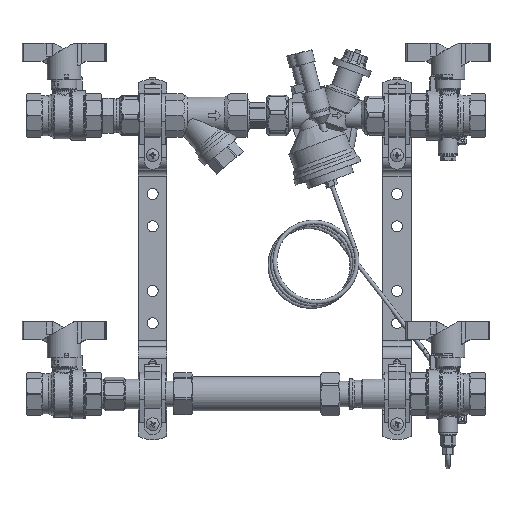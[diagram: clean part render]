
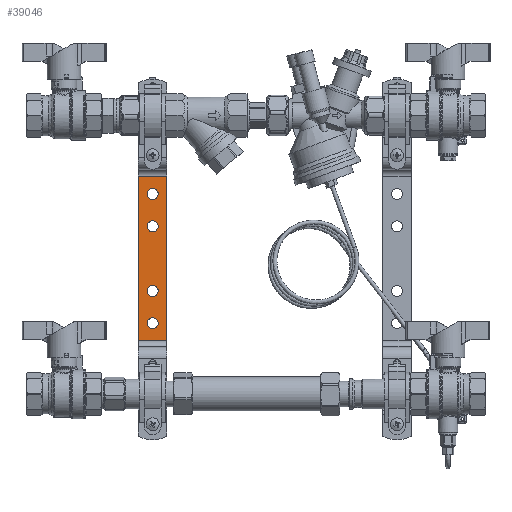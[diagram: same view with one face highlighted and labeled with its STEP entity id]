
A CAD part, top view. The second image highlights one B-rep face of the part: STEP entity #39046.
In plain terms, the highlighted planar face has unit normal (0, 0, 1).
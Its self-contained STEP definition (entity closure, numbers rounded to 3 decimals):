
#3113 = DIRECTION ( 'NONE',  ( 0., 0., -1. ) ) ;
#3965 = EDGE_LOOP ( 'NONE', ( #72499 ) ) ;
#5930 = DIRECTION ( 'NONE',  ( 0., 0., -1. ) ) ;
#6639 = CARTESIAN_POINT ( 'NONE',  ( 491.914, -63.55, 4. ) ) ;
#6944 = AXIS2_PLACEMENT_3D ( 'NONE', #54483, #5930, #62699 ) ;
#7527 = ORIENTED_EDGE ( 'NONE', *, *, #46894, .T. ) ;
#8252 = FACE_BOUND ( 'NONE', #3965, .T. ) ;
#9994 = CARTESIAN_POINT ( 'NONE',  ( 502.914, -50.25, 4. ) ) ;
#10237 = ORIENTED_EDGE ( 'NONE', *, *, #14326, .T. ) ;
#10811 = FACE_BOUND ( 'NONE', #70813, .T. ) ;
#11735 = EDGE_CURVE ( 'NONE', #104252, #52827, #22718, .T. ) ;
#14174 = EDGE_CURVE ( 'NONE', #28187, #28187, #59389, .T. ) ;
#14326 = EDGE_CURVE ( 'NONE', #67107, #104252, #14549, .T. ) ;
#14549 = LINE ( 'NONE', #54707, #33512 ) ;
#15335 = AXIS2_PLACEMENT_3D ( 'NONE', #51682, #3113, #59878 ) ;
#16442 = DIRECTION ( 'NONE',  ( 0., -1., 0. ) ) ;
#18134 = DIRECTION ( 'NONE',  ( -1., 0., 0. ) ) ;
#19719 = CARTESIAN_POINT ( 'NONE',  ( 502.914, 24.75, 4. ) ) ;
#20210 = VECTOR ( 'NONE', #58709, 1000. ) ;
#22718 = LINE ( 'NONE', #58337, #20210 ) ;
#23382 = PLANE ( 'NONE',  #73700 ) ;
#27823 = DIRECTION ( 'NONE',  ( -1., 0., 0. ) ) ;
#28187 = VERTEX_POINT ( 'NONE', #101143 ) ;
#28429 = LINE ( 'NONE', #73263, #93547 ) ;
#28872 = CARTESIAN_POINT ( 'NONE',  ( 498.664, -50.25, 4. ) ) ;
#29706 = FACE_BOUND ( 'NONE', #83253, .T. ) ;
#32270 = CIRCLE ( 'NONE', #6944, 4.25 ) ;
#33512 = VECTOR ( 'NONE', #46566, 1000. ) ;
#36168 = EDGE_CURVE ( 'NONE', #52827, #80056, #96444, .T. ) ;
#39046 = ADVANCED_FACE ( 'NONE', ( #8252, #10811, #92325, #29706, #51359 ), #23382, .T. ) ;
#39644 = DIRECTION ( 'NONE',  ( -1., 0., 0. ) ) ;
#41207 = CARTESIAN_POINT ( 'NONE',  ( 498.664, 49.75, 4. ) ) ;
#41323 = CARTESIAN_POINT ( 'NONE',  ( 513.914, 63.55, 4. ) ) ;
#42618 = CARTESIAN_POINT ( 'NONE',  ( 498.664, -25.25, 4. ) ) ;
#46566 = DIRECTION ( 'NONE',  ( 1., 0., 0. ) ) ;
#46894 = EDGE_CURVE ( 'NONE', #72373, #72373, #68125, .T. ) ;
#50616 = VERTEX_POINT ( 'NONE', #41207 ) ;
#51108 = CIRCLE ( 'NONE', #15335, 4.25 ) ;
#51359 = FACE_OUTER_BOUND ( 'NONE', #71349, .T. ) ;
#51682 = CARTESIAN_POINT ( 'NONE',  ( 502.914, 49.75, 4. ) ) ;
#52296 = EDGE_LOOP ( 'NONE', ( #59026 ) ) ;
#52827 = VERTEX_POINT ( 'NONE', #41323 ) ;
#54483 = CARTESIAN_POINT ( 'NONE',  ( 502.914, -25.25, 4. ) ) ;
#54707 = CARTESIAN_POINT ( 'NONE',  ( 491.914, -63.55, 4. ) ) ;
#55629 = DIRECTION ( 'NONE',  ( 0., 0., 1. ) ) ;
#58304 = ORIENTED_EDGE ( 'NONE', *, *, #11735, .T. ) ;
#58337 = CARTESIAN_POINT ( 'NONE',  ( 513.914, 63.55, 4. ) ) ;
#58709 = DIRECTION ( 'NONE',  ( 0., 1., 0. ) ) ;
#59026 = ORIENTED_EDGE ( 'NONE', *, *, #14174, .T. ) ;
#59389 = CIRCLE ( 'NONE', #93651, 4.25 ) ;
#59878 = DIRECTION ( 'NONE',  ( -1., 0., 0. ) ) ;
#59948 = CARTESIAN_POINT ( 'NONE',  ( 491.914, 63.55, 4. ) ) ;
#62699 = DIRECTION ( 'NONE',  ( -1., 0., 0. ) ) ;
#64935 = ORIENTED_EDGE ( 'NONE', *, *, #36168, .T. ) ;
#66712 = DIRECTION ( 'NONE',  ( 0., 0., -1. ) ) ;
#67107 = VERTEX_POINT ( 'NONE', #6639 ) ;
#68125 = CIRCLE ( 'NONE', #82551, 4.25 ) ;
#68131 = EDGE_CURVE ( 'NONE', #50616, #50616, #51108, .T. ) ;
#68679 = CARTESIAN_POINT ( 'NONE',  ( 491.914, 63.55, 4. ) ) ;
#70813 = EDGE_LOOP ( 'NONE', ( #7527 ) ) ;
#71349 = EDGE_LOOP ( 'NONE', ( #64935, #77830, #10237, #58304 ) ) ;
#72373 = VERTEX_POINT ( 'NONE', #28872 ) ;
#72499 = ORIENTED_EDGE ( 'NONE', *, *, #73961, .T. ) ;
#73263 = CARTESIAN_POINT ( 'NONE',  ( 491.914, 63.55, 4. ) ) ;
#73700 = AXIS2_PLACEMENT_3D ( 'NONE', #80350, #55629, #39644 ) ;
#73961 = EDGE_CURVE ( 'NONE', #87607, #87607, #32270, .T. ) ;
#74461 = EDGE_CURVE ( 'NONE', #80056, #67107, #28429, .T. ) ;
#74633 = VECTOR ( 'NONE', #85178, 1000. ) ;
#76604 = DIRECTION ( 'NONE',  ( 0., 0., -1. ) ) ;
#77830 = ORIENTED_EDGE ( 'NONE', *, *, #74461, .T. ) ;
#80056 = VERTEX_POINT ( 'NONE', #59948 ) ;
#80350 = CARTESIAN_POINT ( 'NONE',  ( 491.914, 63.55, 4. ) ) ;
#82551 = AXIS2_PLACEMENT_3D ( 'NONE', #9994, #66712, #18134 ) ;
#83253 = EDGE_LOOP ( 'NONE', ( #104079 ) ) ;
#85178 = DIRECTION ( 'NONE',  ( -1., 0., 0. ) ) ;
#87607 = VERTEX_POINT ( 'NONE', #42618 ) ;
#92325 = FACE_BOUND ( 'NONE', #52296, .T. ) ;
#93547 = VECTOR ( 'NONE', #16442, 1000. ) ;
#93651 = AXIS2_PLACEMENT_3D ( 'NONE', #19719, #76604, #27823 ) ;
#96444 = LINE ( 'NONE', #68679, #74633 ) ;
#101143 = CARTESIAN_POINT ( 'NONE',  ( 498.664, 24.75, 4. ) ) ;
#104079 = ORIENTED_EDGE ( 'NONE', *, *, #68131, .T. ) ;
#104252 = VERTEX_POINT ( 'NONE', #104639 ) ;
#104639 = CARTESIAN_POINT ( 'NONE',  ( 513.914, -63.55, 4. ) ) ;
